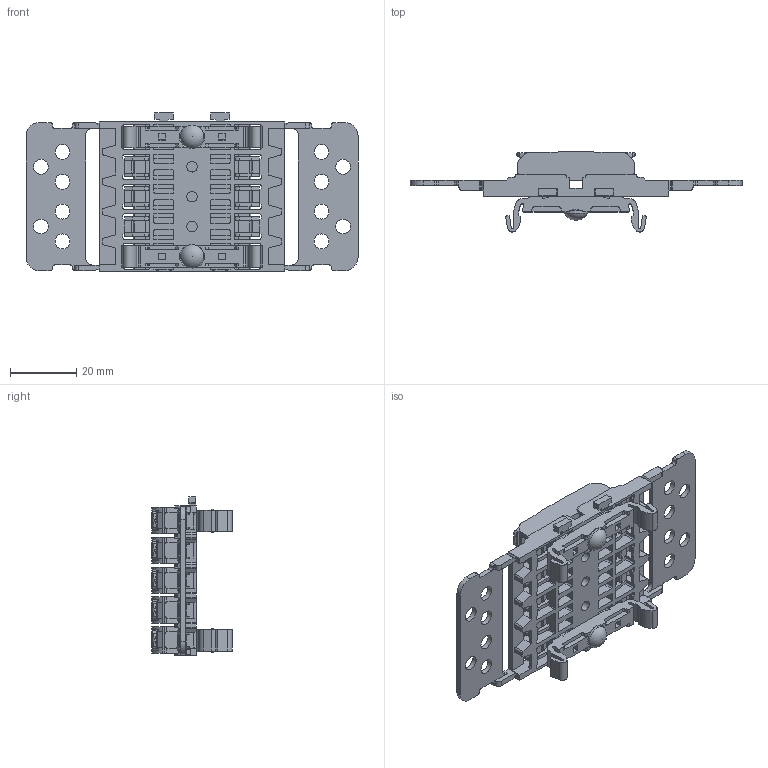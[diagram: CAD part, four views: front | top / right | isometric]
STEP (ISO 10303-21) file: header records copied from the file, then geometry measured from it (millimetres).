
FILE_DESCRIPTION(/* description */ ('Alibre Inc.'),/* implementation_level */ '2;1');
FILE_NAME(/* name */ 'export-A6C48541-CB0B-4A78-92B9-675D13499494',/* time_stamp */ '2023-01-18T13:45:27+01:00',/* author */ (''),/* organization */ (''),/* preprocessor_version */ 'ST-DEVELOPER v17',/* originating_system */ 'Alibre',/* authorisation */ '');
FILE_SCHEMA (('AUTOMOTIVE_DESIGN'));
Length unit declared in the file: millimetre
Products named in the file (4): 209-123; 221-2505; 221-2411
Bounding box: 100 x 24.12 x 47.8 mm (x, y, z)
Volume: 21872.3 mm3; surface area: 27692 mm2
Topology: 8 solids, 8 shells, 2754 faces, 8144 edges, 5328 vertices
Faces by surface type: plane 1615, cylinder 1100, sphere 20, torus 17, cone 2
Full cylindrical faces by diameter (mm): 3.2 x5, 4 x4, 4.4 x2, 4.5 x12, 7 x2
Entity records: 64048 total; most frequent: CARTESIAN_POINT 11578, ORIENTED_EDGE 11472, DIRECTION 9981, EDGE_CURVE 5736, VECTOR 4102, LINE 4102, VERTEX_POINT 3737, AXIS2_PLACEMENT_3D 3513
